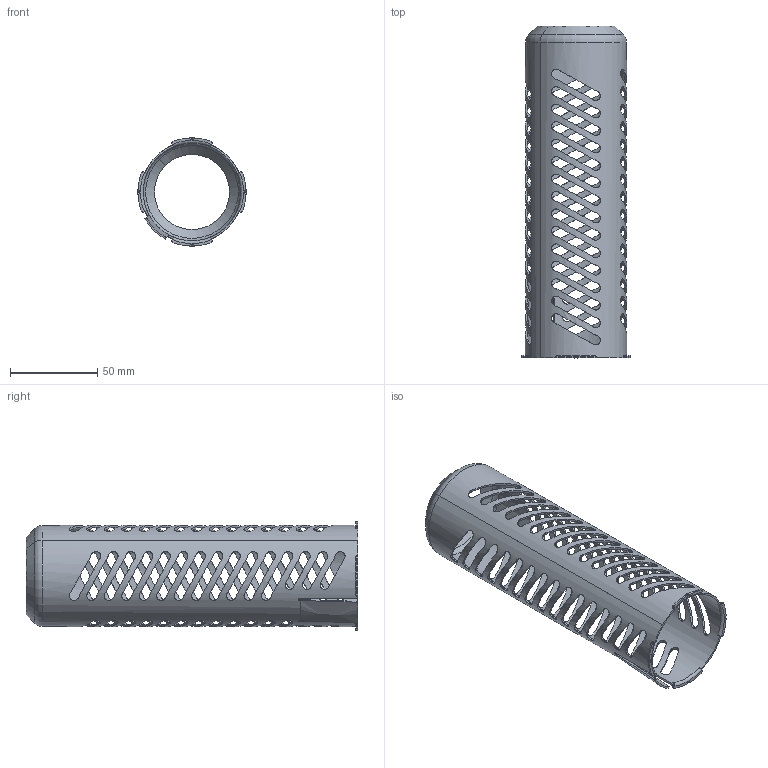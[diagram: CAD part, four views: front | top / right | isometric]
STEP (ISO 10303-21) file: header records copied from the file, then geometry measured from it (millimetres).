
FILE_DESCRIPTION((''),'2;1');
FILE_NAME('2085_Schutzhaube 250ml.stp','2012-09-14T14:51:29',('pascalzweiacker'),(''),'Autodesk Inventor 2012','Autodesk Inventor 2012','');
FILE_SCHEMA(('AUTOMOTIVE_DESIGN { 1 0 10303 214 1 1 1 1 }'));
Length unit declared in the file: millimetre
Products named in the file (1): 2085_Schutzhaube 250ml
Bounding box: 62 x 190 x 62 mm (x, y, z)
Volume: 24560.8 mm3; surface area: 54237.7 mm2
Topology: 1 solids, 1 shells, 354 faces, 1067 edges, 715 vertices
Faces by surface type: plane 173, cylinder 162, torus 10, bspline 6, cone 3
Full cylindrical faces by diameter (mm): 56 x1, 58 x1
Entity records: 17381 total; most frequent: CARTESIAN_POINT 7472, ORIENTED_EDGE 2134, DIRECTION 1788, EDGE_CURVE 1067, VERTEX_POINT 715, AXIS2_PLACEMENT_3D 697, EDGE_LOOP 474, VECTOR 394
